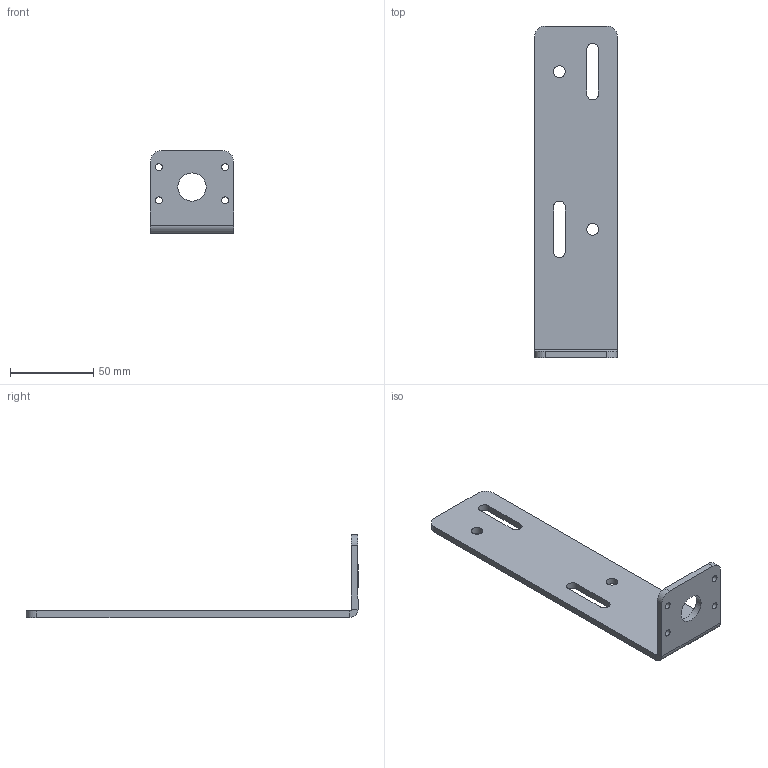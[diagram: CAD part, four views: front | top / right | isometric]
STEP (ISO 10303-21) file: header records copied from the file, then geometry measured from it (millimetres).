
FILE_DESCRIPTION(/* description */ ('STAFFA A L X PALO DI 60X60 PERIM.'),/* implementation_level */ '2;1');
FILE_NAME(/* name */ 'DPDFQ0000081.stp',/* time_stamp */ '2018-01-19T10:32:11+01:00',/* author */ ('EditCS'),/* organization */ (''),/* preprocessor_version */ 'ST-DEVELOPER v16.1',/* originating_system */ 'Autodesk Inventor 2016',/* authorisation */ '');
FILE_SCHEMA (('AUTOMOTIVE_DESIGN { 1 0 10303 214 3 1 1 }'));
Length unit declared in the file: millimetre
Products named in the file (1): 959520000369
Bounding box: 50 x 200 x 50 mm (x, y, z)
Volume: 45547 mm3; surface area: 26291.8 mm2
Topology: 1 solids, 1 shells, 33 faces, 92 edges, 61 vertices
Faces by surface type: cylinder 17, plane 16
Full cylindrical faces by diameter (mm): 4.134 x4, 7 x2, 17 x1
Entity records: 1034 total; most frequent: DIRECTION 180, CARTESIAN_POINT 166, ORIENTED_EDGE 156, EDGE_CURVE 78, AXIS2_PLACEMENT_3D 68, EDGE_LOOP 58, VERTEX_POINT 54, LINE 44
